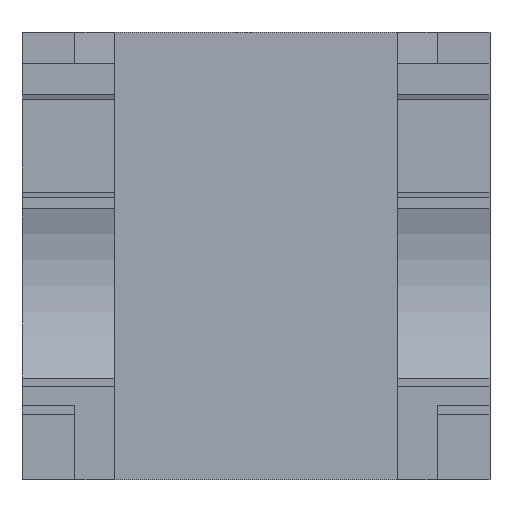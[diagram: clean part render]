
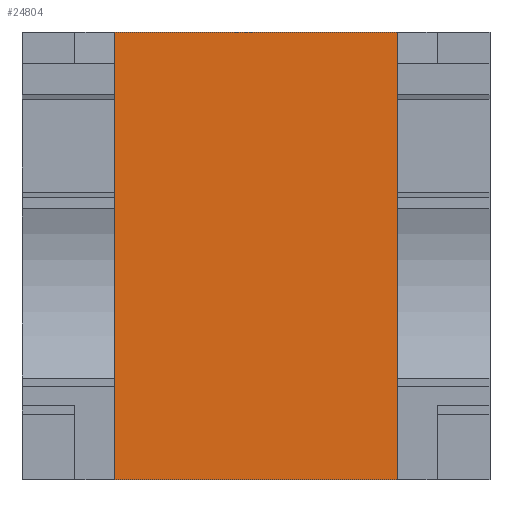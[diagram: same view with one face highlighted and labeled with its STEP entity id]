
A CAD part, front view. The second image highlights one B-rep face of the part: STEP entity #24804.
In plain terms, the highlighted planar face has unit normal (0, -1, 0).
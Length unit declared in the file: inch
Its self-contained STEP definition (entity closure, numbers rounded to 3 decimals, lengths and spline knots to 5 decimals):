
#1041 = VERTEX_POINT ( 'NONE', #12212 ) ;
#1107 = EDGE_LOOP ( 'NONE', ( #15200, #23351, #4926, #6929 ) ) ;
#1586 = DIRECTION ( 'NONE',  ( 0., -1., 0. ) ) ;
#1956 = LINE ( 'NONE', #20757, #25399 ) ;
#2637 = CARTESIAN_POINT ( 'NONE',  ( -0.88583, 0., 0.84646 ) ) ;
#4616 = PLANE ( 'NONE',  #32701 ) ;
#4926 = ORIENTED_EDGE ( 'NONE', *, *, #14300, .F. ) ;
#6929 = ORIENTED_EDGE ( 'NONE', *, *, #8635, .F. ) ;
#7275 = FACE_OUTER_BOUND ( 'NONE', #1107, .T. ) ;
#8162 = DIRECTION ( 'NONE',  ( 0., 0., 1. ) ) ;
#8635 = EDGE_CURVE ( 'NONE', #1041, #25491, #18525, .T. ) ;
#10285 = CARTESIAN_POINT ( 'NONE',  ( 0.88583, 0., 0.84646 ) ) ;
#12212 = CARTESIAN_POINT ( 'NONE',  ( 0.88583, 0., -0.84646 ) ) ;
#13121 = CARTESIAN_POINT ( 'NONE',  ( 0.88583, 0., 0.84646 ) ) ;
#14300 = EDGE_CURVE ( 'NONE', #25491, #34118, #21776, .T. ) ;
#15200 = ORIENTED_EDGE ( 'NONE', *, *, #34239, .F. ) ;
#15800 = CARTESIAN_POINT ( 'NONE',  ( -0.88583, 0., -0.84646 ) ) ;
#18525 = LINE ( 'NONE', #15800, #26969 ) ;
#20757 = CARTESIAN_POINT ( 'NONE',  ( -0.88583, 0., 0.84646 ) ) ;
#20935 = DIRECTION ( 'NONE',  ( 1., 0., 0. ) ) ;
#21776 = LINE ( 'NONE', #2637, #26007 ) ;
#22814 = CARTESIAN_POINT ( 'NONE',  ( -0.88583, 0., 0.84646 ) ) ;
#23351 = ORIENTED_EDGE ( 'NONE', *, *, #33318, .F. ) ;
#23429 = DIRECTION ( 'NONE',  ( 0., 0., -1. ) ) ;
#24804 = ADVANCED_FACE ( 'NONE', ( #7275 ), #4616, .T. ) ;
#25399 = VECTOR ( 'NONE', #20935, 39.37008 ) ;
#25491 = VERTEX_POINT ( 'NONE', #33185 ) ;
#25989 = CARTESIAN_POINT ( 'NONE',  ( 0., 0., 0. ) ) ;
#26007 = VECTOR ( 'NONE', #8162, 39.37008 ) ;
#26786 = DIRECTION ( 'NONE',  ( -1., 0., 0. ) ) ;
#26969 = VECTOR ( 'NONE', #26786, 39.37008 ) ;
#27188 = VECTOR ( 'NONE', #28810, 39.37008 ) ;
#28810 = DIRECTION ( 'NONE',  ( 0., 0., -1. ) ) ;
#29526 = LINE ( 'NONE', #13121, #27188 ) ;
#31474 = VERTEX_POINT ( 'NONE', #10285 ) ;
#32701 = AXIS2_PLACEMENT_3D ( 'NONE', #25989, #1586, #23429 ) ;
#33185 = CARTESIAN_POINT ( 'NONE',  ( -0.88583, 0., -0.84646 ) ) ;
#33318 = EDGE_CURVE ( 'NONE', #34118, #31474, #1956, .T. ) ;
#34118 = VERTEX_POINT ( 'NONE', #22814 ) ;
#34239 = EDGE_CURVE ( 'NONE', #31474, #1041, #29526, .T. ) ;
